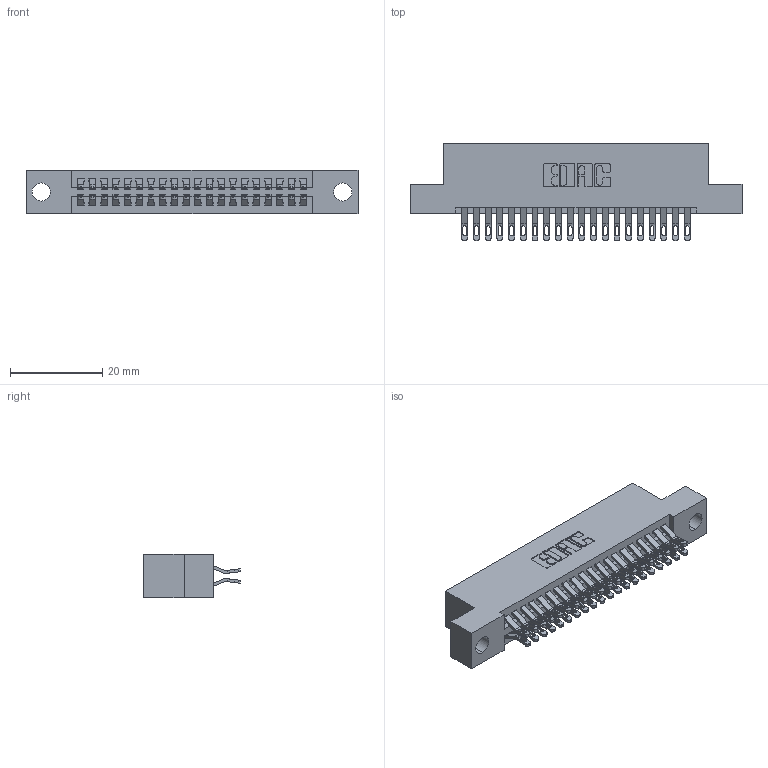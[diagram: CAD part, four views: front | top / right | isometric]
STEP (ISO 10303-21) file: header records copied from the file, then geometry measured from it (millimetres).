
FILE_DESCRIPTION (( 'STEP AP203' ), '1' );
FILE_NAME ('345-040-555-204.STEP', '2021-05-20T01:15:19', ( '' ), ( '' ), 'SwSTEP 2.0', 'SolidWorks 2020', '' );
FILE_SCHEMA (( 'CONFIG_CONTROL_DESIGN' ));
Length unit declared in the file: inch
Products named in the file (3): 345-040-555-204; 345-292-001_555 Tail; 345 Part_Flush Mounting Lugs - 0.156 Dia-TI
Assembly tree (41 placements, depth 2):
  345-040-555-204
    345 Part_Flush Mounting Lugs - 0.156 Dia-TI
    345-292-001_555 Tail  x40
Bounding box: 72.01 x 21.13 x 9.4 mm (x, y, z)
Volume: 6800.9 mm3; surface area: 9881.9 mm2
Topology: 41 solids, 41 shells, 2380 faces, 7457 edges, 4970 vertices
Faces by surface type: plane 1334, cylinder 1046
Entity records: 19399 total; most frequent: CARTESIAN_POINT 3312, ORIENTED_EDGE 3214, DIRECTION 2915, EDGE_CURVE 1607, LINE 1375, VECTOR 1375, VERTEX_POINT 1070, AXIS2_PLACEMENT_3D 770
